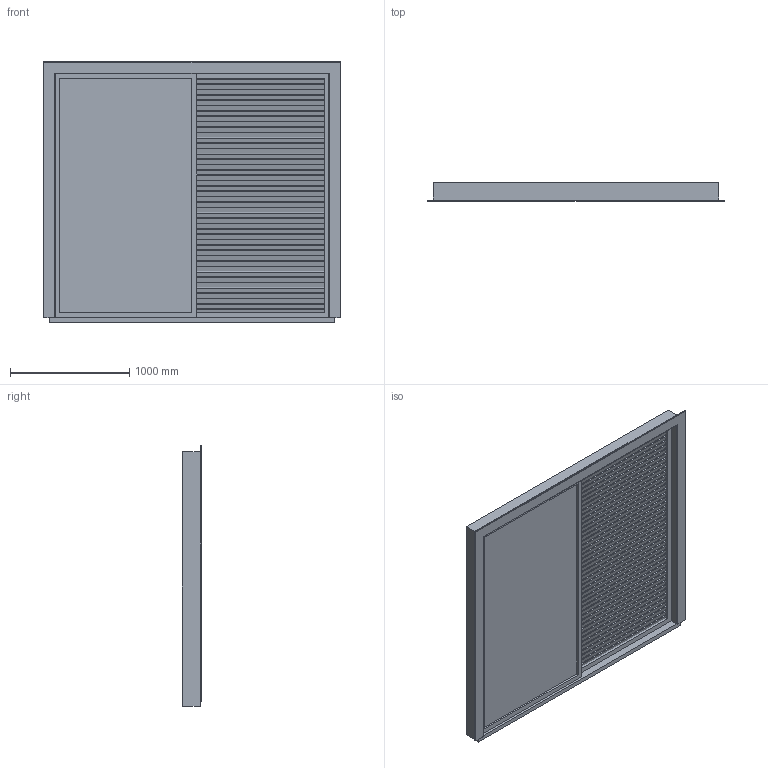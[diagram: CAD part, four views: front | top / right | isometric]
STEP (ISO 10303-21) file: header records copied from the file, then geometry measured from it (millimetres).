
FILE_DESCRIPTION(('FreeCAD Model'),'2;1');
FILE_NAME('Sliding_doors.step', '2016-11-11T08:12:13',('Author'),(''), 'Open CASCADE STEP processor 6.8','FreeCAD','Unknown');
FILE_SCHEMA(('AUTOMOTIVE_DESIGN_CC2 { 1 2 10303 214 -1 1 5 4 }'));
Length unit declared in the file: millimetre
Products named in the file (5): ASSEMBLY; Door; Open_shutter; Closed_shutter; Internal_trim
Assembly tree (4 placements, depth 2):
  ASSEMBLY
    Door
    Open_shutter
    Closed_shutter
    Internal_trim
Bounding box: 2500 x 160 x 2190 mm (x, y, z)
Volume: 171039599.3 mm3; surface area: 24799927.9 mm2
Topology: 94 solids, 94 shells, 590 faces, 1202 edges, 800 vertices
Faces by surface type: plane 408, cylinder 182
Entity records: 32359 total; most frequent: CARTESIAN_POINT 5247, DIRECTION 5142, LINE 2882, VECTOR 2882, ORIENTED_EDGE 2404, PCURVE 2404, DEFINITIONAL_REPRESENTATION 2404, EDGE_CURVE 1202
